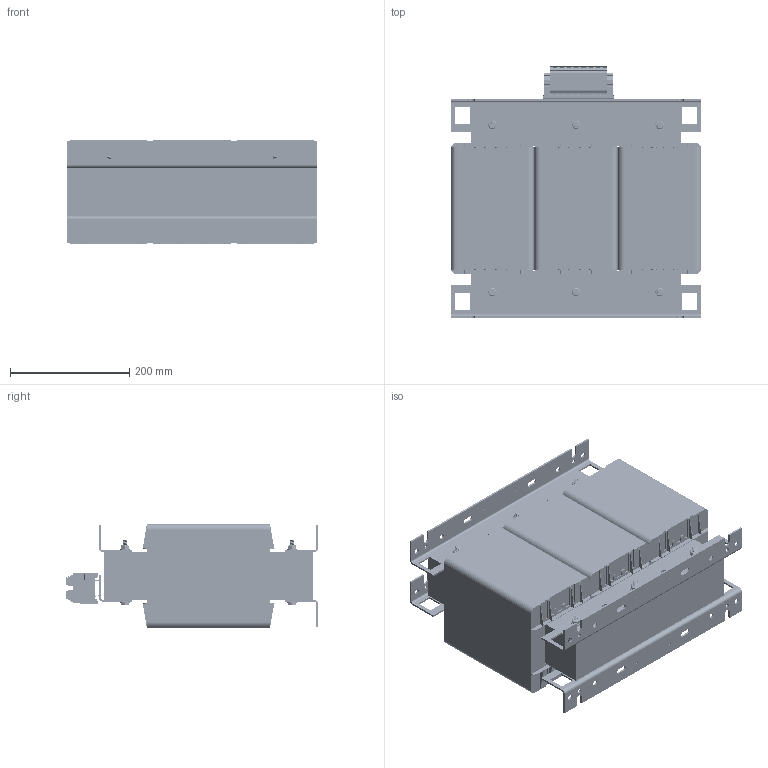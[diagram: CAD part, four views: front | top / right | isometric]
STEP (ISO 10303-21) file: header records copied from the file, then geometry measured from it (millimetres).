
FILE_DESCRIPTION(/* description */ (''),/* implementation_level */ '2;1');
FILE_NAME(/* name */ 'TTX10.stp',/* time_stamp */ '2023-06-06T09:51:03+02:00',/* author */ ('sb'),/* organization */ (''),/* preprocessor_version */ 'ST-DEVELOPER v16.13',/* originating_system */ 'Autodesk Inventor 2018',/* authorisation */ '');
FILE_SCHEMA (('AUTOMOTIVE_DESIGN { 1 0 10303 214 3 1 1 }'));
Length unit declared in the file: millimetre
Products named in the file (14): TT RC70x80; Núcleo RC70x80; BRI70-3IP0E25; DIN 126 - 9; DIN 934 - M8; TOR8105E; BOBINA+CARRETE-RC70x80; CAR0015T (70x80); BOBINARC70x80; 7xBOR1016+BOR0016T+GUIA-01; AVK 16_Tierra; 0.0.0.3.04160(AVK 16); KD7; Guía DIN 120
Assembly tree (45 placements, depth 3):
  TT RC70x80
    BRI70-3IP0E25  x4
    Núcleo RC70x80
    DIN 126 - 9  x12
    DIN 934 - M8  x6
    TOR8105E  x6
    BOBINA+CARRETE-RC70x80  x3
      CAR0015T (70x80)
      BOBINARC70x80
    7xBOR1016+BOR0016T+GUIA-01
      AVK 16_Tierra
      0.0.0.3.04160(AVK 16)  x7
      KD7
      Guía DIN 120
Bounding box: 420 x 421.1 x 175 mm (x, y, z)
Volume: 19512029.2 mm3; surface area: 2129008 mm2
Topology: 46 solids, 46 shells, 2892 faces, 7810 edges, 5096 vertices
Faces by surface type: plane 2134, cylinder 710, cone 28, bspline 20
Full cylindrical faces by diameter (mm): 3.5 x8, 6.4 x16, 6.647 x14, 9 x28, 12 x26, 16 x12
Entity records: 44820 total; most frequent: CARTESIAN_POINT 16525, ORIENTED_EDGE 5710, DIRECTION 5568, EDGE_CURVE 2855, LINE 2338, VECTOR 2338, VERTEX_POINT 1886, AXIS2_PLACEMENT_3D 1615
